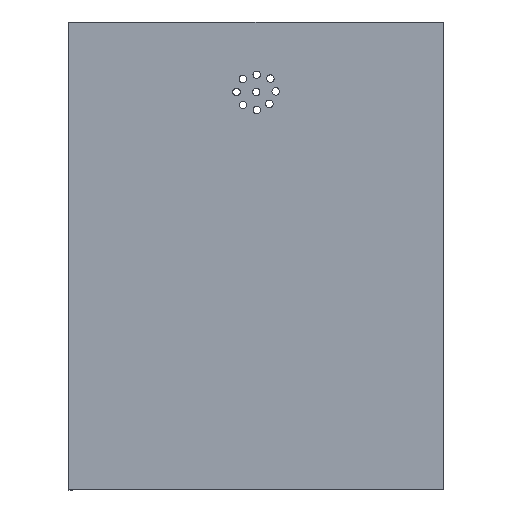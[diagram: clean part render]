
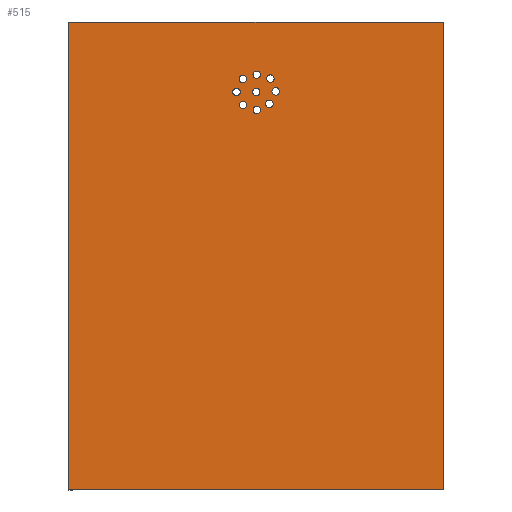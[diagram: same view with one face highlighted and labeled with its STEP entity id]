
A CAD part, top view. The second image highlights one B-rep face of the part: STEP entity #515.
In plain terms, the highlighted planar face has unit normal (0, 0, 1).
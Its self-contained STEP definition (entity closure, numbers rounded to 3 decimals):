
#37=FACE_BOUND('',#111,.T.);
#38=FACE_BOUND('',#112,.T.);
#39=FACE_BOUND('',#113,.T.);
#40=FACE_BOUND('',#114,.T.);
#41=FACE_BOUND('',#115,.T.);
#42=FACE_BOUND('',#116,.T.);
#43=FACE_BOUND('',#117,.T.);
#44=FACE_BOUND('',#118,.T.);
#45=FACE_BOUND('',#119,.T.);
#55=CIRCLE('',#565,1.);
#56=CIRCLE('',#566,1.);
#57=CIRCLE('',#567,1.);
#58=CIRCLE('',#568,1.);
#59=CIRCLE('',#569,1.);
#60=CIRCLE('',#570,1.);
#61=CIRCLE('',#571,1.);
#62=CIRCLE('',#572,1.);
#63=CIRCLE('',#573,1.);
#76=FACE_OUTER_BOUND('',#110,.T.);
#110=EDGE_LOOP('',(#422,#423,#424,#425));
#111=EDGE_LOOP('',(#426));
#112=EDGE_LOOP('',(#427));
#113=EDGE_LOOP('',(#428));
#114=EDGE_LOOP('',(#429));
#115=EDGE_LOOP('',(#430));
#116=EDGE_LOOP('',(#431));
#117=EDGE_LOOP('',(#432));
#118=EDGE_LOOP('',(#433));
#119=EDGE_LOOP('',(#434));
#156=LINE('',#785,#207);
#169=LINE('',#827,#220);
#170=LINE('',#829,#221);
#171=LINE('',#830,#222);
#207=VECTOR('',#633,10.);
#220=VECTOR('',#672,10.);
#221=VECTOR('',#673,10.);
#222=VECTOR('',#674,10.);
#252=VERTEX_POINT('',#782);
#253=VERTEX_POINT('',#784);
#269=VERTEX_POINT('',#826);
#270=VERTEX_POINT('',#828);
#271=VERTEX_POINT('',#831);
#272=VERTEX_POINT('',#833);
#273=VERTEX_POINT('',#835);
#274=VERTEX_POINT('',#837);
#275=VERTEX_POINT('',#839);
#276=VERTEX_POINT('',#841);
#277=VERTEX_POINT('',#843);
#278=VERTEX_POINT('',#845);
#279=VERTEX_POINT('',#847);
#304=EDGE_CURVE('',#253,#252,#156,.T.);
#326=EDGE_CURVE('',#252,#269,#169,.T.);
#327=EDGE_CURVE('',#270,#269,#170,.T.);
#328=EDGE_CURVE('',#253,#270,#171,.T.);
#329=EDGE_CURVE('',#271,#271,#55,.T.);
#330=EDGE_CURVE('',#272,#272,#56,.T.);
#331=EDGE_CURVE('',#273,#273,#57,.T.);
#332=EDGE_CURVE('',#274,#274,#58,.T.);
#333=EDGE_CURVE('',#275,#275,#59,.T.);
#334=EDGE_CURVE('',#276,#276,#60,.T.);
#335=EDGE_CURVE('',#277,#277,#61,.T.);
#336=EDGE_CURVE('',#278,#278,#62,.T.);
#337=EDGE_CURVE('',#279,#279,#63,.T.);
#422=ORIENTED_EDGE('',*,*,#304,.T.);
#423=ORIENTED_EDGE('',*,*,#326,.T.);
#424=ORIENTED_EDGE('',*,*,#327,.F.);
#425=ORIENTED_EDGE('',*,*,#328,.F.);
#426=ORIENTED_EDGE('',*,*,#329,.T.);
#427=ORIENTED_EDGE('',*,*,#330,.T.);
#428=ORIENTED_EDGE('',*,*,#331,.T.);
#429=ORIENTED_EDGE('',*,*,#332,.T.);
#430=ORIENTED_EDGE('',*,*,#333,.T.);
#431=ORIENTED_EDGE('',*,*,#334,.T.);
#432=ORIENTED_EDGE('',*,*,#335,.T.);
#433=ORIENTED_EDGE('',*,*,#336,.T.);
#434=ORIENTED_EDGE('',*,*,#337,.T.);
#499=PLANE('',#564);
#515=ADVANCED_FACE('',(#76,#37,#38,#39,#40,#41,#42,#43,#44,#45),#499,.T.);
#564=AXIS2_PLACEMENT_3D('',#825,#670,#671);
#565=AXIS2_PLACEMENT_3D('',#832,#675,#676);
#566=AXIS2_PLACEMENT_3D('',#834,#677,#678);
#567=AXIS2_PLACEMENT_3D('',#836,#679,#680);
#568=AXIS2_PLACEMENT_3D('',#838,#681,#682);
#569=AXIS2_PLACEMENT_3D('',#840,#683,#684);
#570=AXIS2_PLACEMENT_3D('',#842,#685,#686);
#571=AXIS2_PLACEMENT_3D('',#844,#687,#688);
#572=AXIS2_PLACEMENT_3D('',#846,#689,#690);
#573=AXIS2_PLACEMENT_3D('',#848,#691,#692);
#633=DIRECTION('',(0.,1.,0.));
#670=DIRECTION('center_axis',(0.,0.,1.));
#671=DIRECTION('ref_axis',(0.,1.,0.));
#672=DIRECTION('',(-1.,0.,0.));
#673=DIRECTION('',(0.,1.,0.));
#674=DIRECTION('',(-1.,0.,0.));
#675=DIRECTION('center_axis',(0.,0.,-1.));
#676=DIRECTION('ref_axis',(1.,0.,0.));
#677=DIRECTION('center_axis',(0.,0.,-1.));
#678=DIRECTION('ref_axis',(1.,0.,0.));
#679=DIRECTION('center_axis',(0.,0.,-1.));
#680=DIRECTION('ref_axis',(1.,0.,0.));
#681=DIRECTION('center_axis',(0.,0.,-1.));
#682=DIRECTION('ref_axis',(1.,0.,0.));
#683=DIRECTION('center_axis',(0.,0.,-1.));
#684=DIRECTION('ref_axis',(1.,0.,0.));
#685=DIRECTION('center_axis',(0.,0.,-1.));
#686=DIRECTION('ref_axis',(1.,0.,0.));
#687=DIRECTION('center_axis',(0.,0.,-1.));
#688=DIRECTION('ref_axis',(1.,0.,0.));
#689=DIRECTION('center_axis',(0.,0.,-1.));
#690=DIRECTION('ref_axis',(1.,0.,0.));
#691=DIRECTION('center_axis',(0.,0.,-1.));
#692=DIRECTION('ref_axis',(1.,0.,0.));
#782=CARTESIAN_POINT('',(160.,75.,25.159));
#784=CARTESIAN_POINT('',(160.,-50.,25.159));
#785=CARTESIAN_POINT('',(160.,-50.,25.159));
#825=CARTESIAN_POINT('Origin',(160.,-50.,25.159));
#826=CARTESIAN_POINT('',(60.,75.,25.159));
#827=CARTESIAN_POINT('',(160.,75.,25.159));
#828=CARTESIAN_POINT('',(60.,-50.,25.159));
#829=CARTESIAN_POINT('',(60.,-50.,25.159));
#830=CARTESIAN_POINT('',(160.,-50.,25.159));
#831=CARTESIAN_POINT('',(112.842,59.864,25.159));
#832=CARTESIAN_POINT('Origin',(113.842,59.864,25.159));
#833=CARTESIAN_POINT('',(105.467,59.76,25.159));
#834=CARTESIAN_POINT('Origin',(106.467,59.76,25.159));
#835=CARTESIAN_POINT('',(105.536,52.836,25.159));
#836=CARTESIAN_POINT('Origin',(106.536,52.836,25.159));
#837=CARTESIAN_POINT('',(112.564,53.149,25.159));
#838=CARTESIAN_POINT('Origin',(113.564,53.149,25.159));
#839=CARTESIAN_POINT('',(114.269,56.455,25.159));
#840=CARTESIAN_POINT('Origin',(115.269,56.455,25.159));
#841=CARTESIAN_POINT('',(109.224,51.514,25.159));
#842=CARTESIAN_POINT('Origin',(110.224,51.514,25.159));
#843=CARTESIAN_POINT('',(109.189,60.908,25.159));
#844=CARTESIAN_POINT('Origin',(110.189,60.908,25.159));
#845=CARTESIAN_POINT('',(103.786,56.325,25.159));
#846=CARTESIAN_POINT('Origin',(104.786,56.325,25.159));
#847=CARTESIAN_POINT('',(109.065,56.325,25.159));
#848=CARTESIAN_POINT('Origin',(110.065,56.325,25.159));
